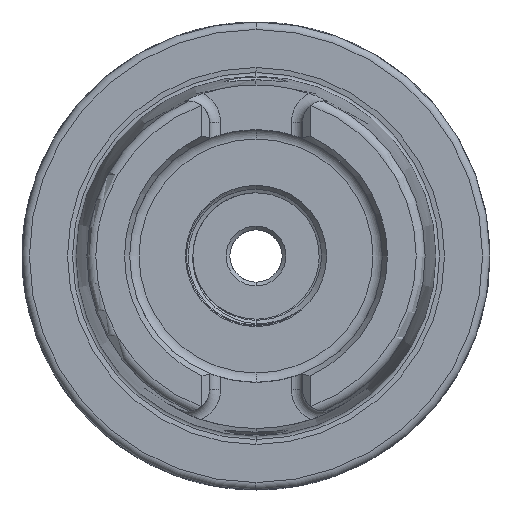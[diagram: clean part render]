
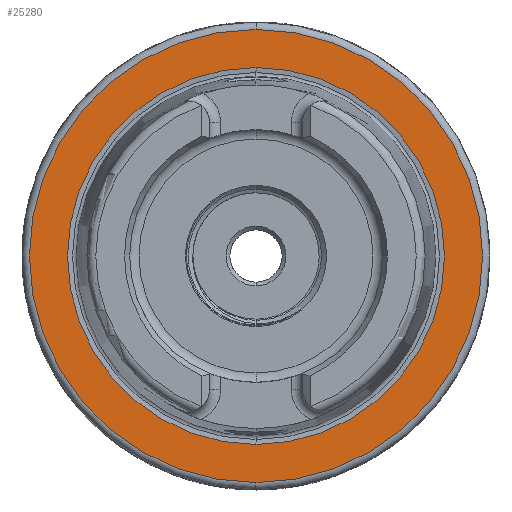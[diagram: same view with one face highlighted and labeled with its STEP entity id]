
A CAD part, left-side view. The second image highlights one B-rep face of the part: STEP entity #25280.
In plain terms, the highlighted planar face has unit normal (-1, 0, 0).
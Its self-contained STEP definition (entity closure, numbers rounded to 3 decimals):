
#1943 = FACE_OUTER_BOUND ( 'NONE', #11273, .T. ) ;
#1986 = FACE_BOUND ( 'NONE', #11295, .T. ) ;
#3051 = VERTEX_POINT ( 'NONE', #29544 ) ;
#3082 = VERTEX_POINT ( 'NONE', #29535 ) ;
#3147 = VERTEX_POINT ( 'NONE', #29599 ) ;
#3172 = VERTEX_POINT ( 'NONE', #29566 ) ;
#11160 = CIRCLE ( 'NONE', #20423, 25.369 ) ;
#11169 = CIRCLE ( 'NONE', #20404, 30.5 ) ;
#11273 = EDGE_LOOP ( 'NONE', ( #30646, #30667 ) ) ;
#11295 = EDGE_LOOP ( 'NONE', ( #30628, #30635 ) ) ;
#11992 = CIRCLE ( 'NONE', #20341, 30.5 ) ;
#11994 = CIRCLE ( 'NONE', #20354, 25.369 ) ;
#12557 = DIRECTION ( 'NONE',  ( 0., 0., -1. ) ) ;
#12579 = DIRECTION ( 'NONE',  ( 1., 0., 0. ) ) ;
#12582 = CARTESIAN_POINT ( 'NONE',  ( 0., 0., 0. ) ) ;
#12786 = DIRECTION ( 'NONE',  ( 0., 0., 1. ) ) ;
#12796 = CARTESIAN_POINT ( 'NONE',  ( 0., 0., 0. ) ) ;
#12818 = DIRECTION ( 'NONE',  ( -1., 0., 0. ) ) ;
#13807 = AXIS2_PLACEMENT_3D ( 'NONE', #19563, #19567, #19568 ) ;
#19561 = PLANE ( 'NONE',  #13807 ) ;
#19563 = CARTESIAN_POINT ( 'NONE',  ( 0., 25.369, 0. ) ) ;
#19567 = DIRECTION ( 'NONE',  ( -1., 0., 0. ) ) ;
#19568 = DIRECTION ( 'NONE',  ( 0., 0., 1. ) ) ;
#19929 = DIRECTION ( 'NONE',  ( 0., 0., 1. ) ) ;
#19957 = DIRECTION ( 'NONE',  ( -1., 0., 0. ) ) ;
#19961 = CARTESIAN_POINT ( 'NONE',  ( 0., 0., 0. ) ) ;
#19991 = DIRECTION ( 'NONE',  ( 1., 0., 0. ) ) ;
#19993 = DIRECTION ( 'NONE',  ( 0., 0., -1. ) ) ;
#20002 = CARTESIAN_POINT ( 'NONE',  ( 0., 0., 0. ) ) ;
#20228 = EDGE_CURVE ( 'NONE', #3082, #3051, #11992, .T. ) ;
#20252 = EDGE_CURVE ( 'NONE', #3172, #3147, #11994, .T. ) ;
#20341 = AXIS2_PLACEMENT_3D ( 'NONE', #19961, #19957, #19929 ) ;
#20354 = AXIS2_PLACEMENT_3D ( 'NONE', #20002, #19991, #19993 ) ;
#20404 = AXIS2_PLACEMENT_3D ( 'NONE', #12796, #12818, #12786 ) ;
#20423 = AXIS2_PLACEMENT_3D ( 'NONE', #12582, #12579, #12557 ) ;
#20745 = EDGE_CURVE ( 'NONE', #3147, #3172, #11160, .T. ) ;
#20756 = EDGE_CURVE ( 'NONE', #3051, #3082, #11169, .T. ) ;
#25280 = ADVANCED_FACE ( 'NONE', ( #1943, #1986 ), #19561, .T. ) ;
#29535 = CARTESIAN_POINT ( 'NONE',  ( 0., 0., 30.5 ) ) ;
#29544 = CARTESIAN_POINT ( 'NONE',  ( 0., 0., -30.5 ) ) ;
#29566 = CARTESIAN_POINT ( 'NONE',  ( 0., 0., 25.369 ) ) ;
#29599 = CARTESIAN_POINT ( 'NONE',  ( 0., 0., -25.369 ) ) ;
#30628 = ORIENTED_EDGE ( 'NONE', *, *, #20252, .T. ) ;
#30635 = ORIENTED_EDGE ( 'NONE', *, *, #20745, .T. ) ;
#30646 = ORIENTED_EDGE ( 'NONE', *, *, #20228, .T. ) ;
#30667 = ORIENTED_EDGE ( 'NONE', *, *, #20756, .T. ) ;
